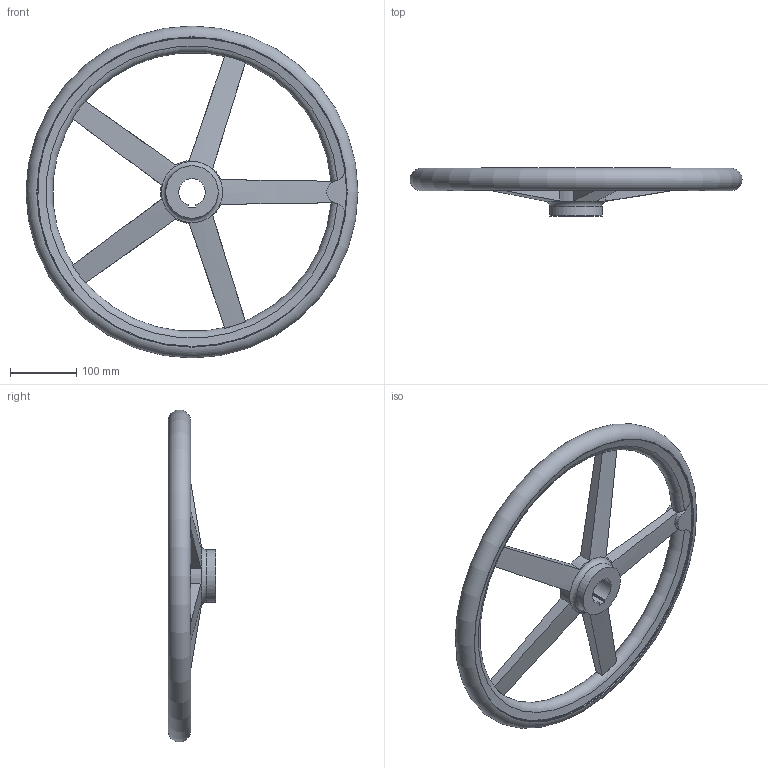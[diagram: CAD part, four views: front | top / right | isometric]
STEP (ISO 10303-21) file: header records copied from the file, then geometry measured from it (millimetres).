
FILE_DESCRIPTION( ( 'STEP AP214' ), '1' );
FILE_NAME( 'K0160.1500X40.stp', '2020-11-26T10:08:44', ( '' ), ( '' ), ' ', 'PARTsolutions', ' ' );
FILE_SCHEMA( ( 'AUTOMOTIVE_DESIGN { 1 0 10303 214 1 1 1 1 }' ) );
Length unit declared in the file: millimetre
Products named in the file (1): _K0160.1500X40
Bounding box: 499.99 x 71.99 x 499.99 mm (x, y, z)
Volume: 2075346.7 mm3; surface area: 280273.3 mm2
Topology: 1 solids, 1 shells, 59 faces, 179 edges, 116 vertices
Faces by surface type: torus 20, cylinder 18, plane 17, cone 4
Full cylindrical faces by diameter (mm): 79 x2, 466 x2
Entity records: 2946 total; most frequent: CARTESIAN_POINT 993, ORIENTED_EDGE 324, DIRECTION 274, EDGE_CURVE 162, AXIS2_PLACEMENT_3D 124, VERTEX_POINT 113, EDGE_LOOP 78, B_SPLINE_CURVE_WITH_KNOTS 72
